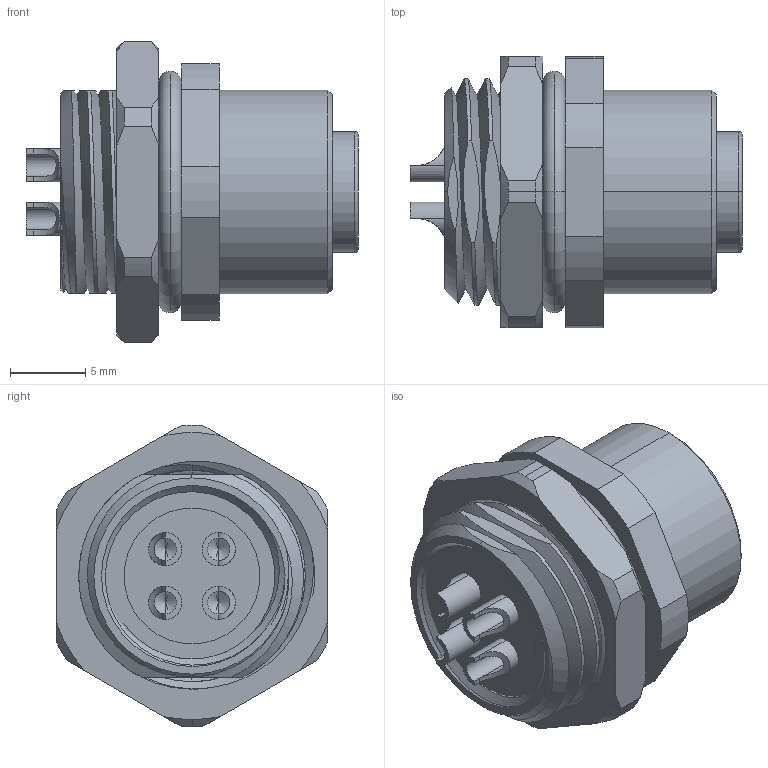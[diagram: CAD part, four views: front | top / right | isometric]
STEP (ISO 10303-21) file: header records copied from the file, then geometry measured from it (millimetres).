
FILE_DESCRIPTION (( 'STEP AP203' ), '1' );
FILE_NAME ('54-00452.STEP', '2025-03-14T16:20:15', ( '' ), ( '' ), 'SwSTEP 2.0', 'SolidWorks 2021', '' );
FILE_SCHEMA (( 'CONFIG_CONTROL_DESIGN' ));
Length unit declared in the file: millimetre
Products named in the file (7): 54-00452-05___; 54-00452-01___; 54-00452-02___; 54-00452-03___; 54-00452; 54-00452-04___; 54-00452-06___
Assembly tree (9 placements, depth 2):
  54-00452
    54-00452-01___
    54-00452-02___
    54-00452-04___
    54-00452-05___
    54-00452-06___
    54-00452-03___  x4
Bounding box: 22 x 18 x 20 mm (x, y, z)
Volume: 2771.3 mm3; surface area: 5828.4 mm2
Topology: 10 solids, 10 shells, 322 faces, 816 edges, 513 vertices
Faces by surface type: cylinder 136, plane 102, cone 49, torus 26, bspline 9
Entity records: 10842 total; most frequent: CARTESIAN_POINT 4780, ORIENTED_EDGE 1156, DIRECTION 1058, EDGE_CURVE 578, AXIS2_PLACEMENT_3D 420, VERTEX_POINT 375, EDGE_LOOP 253, ADVANCED_FACE 226
